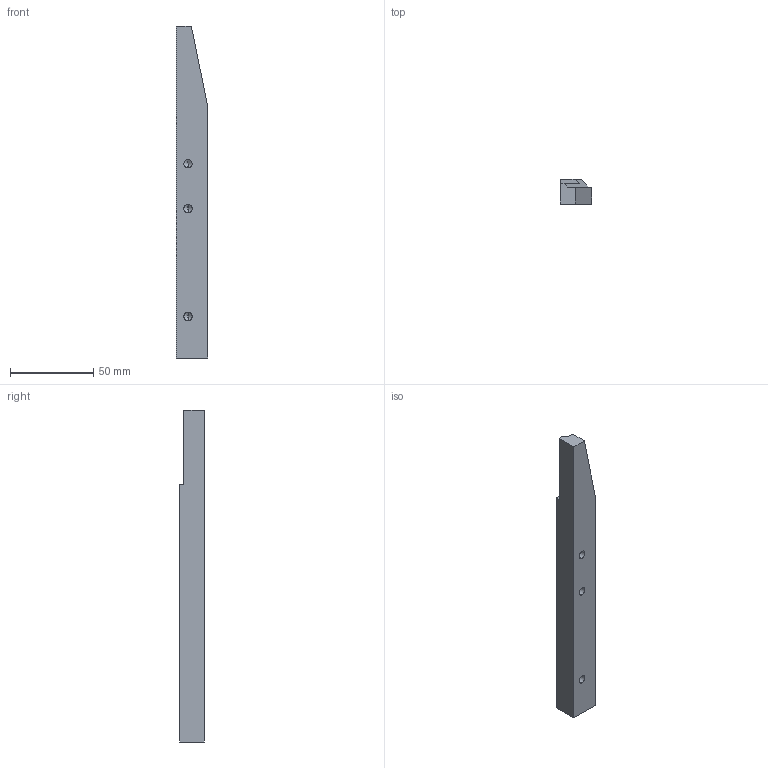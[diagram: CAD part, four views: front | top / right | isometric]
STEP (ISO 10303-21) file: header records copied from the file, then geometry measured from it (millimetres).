
FILE_DESCRIPTION (( 'STEP AP203' ), '1' );
FILE_NAME ('Machoire-Guide gauche bas.STEP', '2024-07-11T12:49:06', ( '' ), ( '' ), 'SwSTEP 2.0', 'SolidWorks 2024', '' );
FILE_SCHEMA (( 'CONFIG_CONTROL_DESIGN' ));
Length unit declared in the file: millimetre
Products named in the file (1): Machoire-Guide gauche bas
Bounding box: 18.75 x 15 x 200 mm (x, y, z)
Volume: 46803.6 mm3; surface area: 13107.6 mm2
Topology: 1 solids, 1 shells, 30 faces, 74 edges, 43 vertices
Faces by surface type: plane 15, cylinder 9, cone 6
Entity records: 908 total; most frequent: CARTESIAN_POINT 156, DIRECTION 138, ORIENTED_EDGE 136, EDGE_CURVE 68, LINE 52, VECTOR 52, AXIS2_PLACEMENT_3D 43, VERTEX_POINT 43
